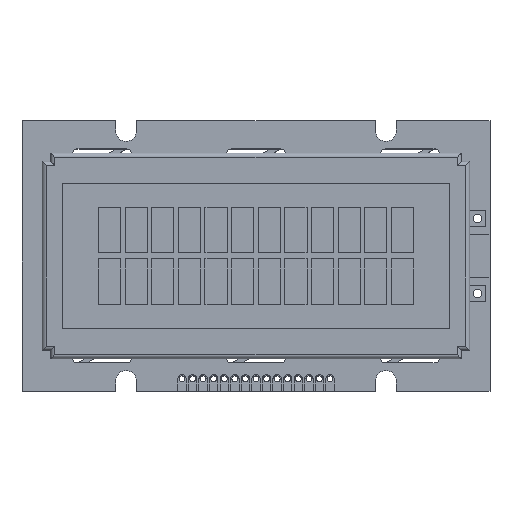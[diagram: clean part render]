
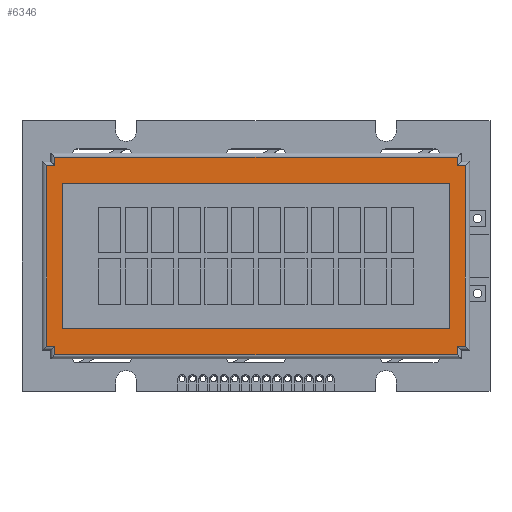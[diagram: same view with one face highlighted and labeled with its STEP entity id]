
A CAD part, top view. The second image highlights one B-rep face of the part: STEP entity #6346.
In plain terms, the highlighted planar face has unit normal (0, 0, 1).
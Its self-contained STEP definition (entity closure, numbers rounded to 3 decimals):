
#5773=CARTESIAN_POINT('',(-24.15,11.85,9.2));
#5774=VERTEX_POINT('',#5773);
#5782=CARTESIAN_POINT('',(24.15,11.85,9.2));
#5783=VERTEX_POINT('',#5782);
#5784=CARTESIAN_POINT('',(-24.15,11.85,9.2));
#5785=DIRECTION('',(1.0,0.0,0.0));
#5786=VECTOR('',#5785,48.3);
#5787=LINE('',#5784,#5786);
#5788=EDGE_CURVE('',#5774,#5783,#5787,.T.);
#5815=CARTESIAN_POINT('',(24.15,10.85,9.2));
#5816=VERTEX_POINT('',#5815);
#5824=CARTESIAN_POINT('',(25.15,10.85,9.2));
#5825=VERTEX_POINT('',#5824);
#5826=CARTESIAN_POINT('',(24.15,10.85,9.2));
#5827=DIRECTION('',(1.0,0.0,0.0));
#5828=VECTOR('',#5827,1.0);
#5829=LINE('',#5826,#5828);
#5830=EDGE_CURVE('',#5816,#5825,#5829,.T.);
#5856=CARTESIAN_POINT('',(25.15,-10.85,9.2));
#5857=VERTEX_POINT('',#5856);
#5858=CARTESIAN_POINT('',(25.15,10.85,9.2));
#5859=DIRECTION('',(0.0,-1.0,0.0));
#5860=VECTOR('',#5859,21.7);
#5861=LINE('',#5858,#5860);
#5862=EDGE_CURVE('',#5825,#5857,#5861,.T.);
#5889=CARTESIAN_POINT('',(-24.15,-10.85,9.2));
#5890=VERTEX_POINT('',#5889);
#5898=CARTESIAN_POINT('',(-25.15,-10.85,9.2));
#5899=VERTEX_POINT('',#5898);
#5900=CARTESIAN_POINT('',(-24.15,-10.85,9.2));
#5901=DIRECTION('',(-1.0,0.0,0.0));
#5902=VECTOR('',#5901,1.0);
#5903=LINE('',#5900,#5902);
#5904=EDGE_CURVE('',#5890,#5899,#5903,.T.);
#5931=CARTESIAN_POINT('',(24.15,-10.85,9.2));
#5932=VERTEX_POINT('',#5931);
#5940=CARTESIAN_POINT('',(24.15,-11.85,9.2));
#5941=VERTEX_POINT('',#5940);
#5942=CARTESIAN_POINT('',(24.15,-10.85,9.2));
#5943=DIRECTION('',(0.0,-1.0,0.0));
#5944=VECTOR('',#5943,1.0);
#5945=LINE('',#5942,#5944);
#5946=EDGE_CURVE('',#5932,#5941,#5945,.T.);
#5972=CARTESIAN_POINT('',(-24.15,-11.85,9.2));
#5973=VERTEX_POINT('',#5972);
#5974=CARTESIAN_POINT('',(24.15,-11.85,9.2));
#5975=DIRECTION('',(-1.0,0.0,0.0));
#5976=VECTOR('',#5975,48.3);
#5977=LINE('',#5974,#5976);
#5978=EDGE_CURVE('',#5941,#5973,#5977,.T.);
#6002=CARTESIAN_POINT('',(-24.15,-11.85,9.2));
#6003=DIRECTION('',(0.0,1.0,0.0));
#6004=VECTOR('',#6003,1.0);
#6005=LINE('',#6002,#6004);
#6006=EDGE_CURVE('',#5973,#5890,#6005,.T.);
#6024=CARTESIAN_POINT('',(25.15,-10.85,9.2));
#6025=DIRECTION('',(-1.0,0.0,0.0));
#6026=VECTOR('',#6025,1.0);
#6027=LINE('',#6024,#6026);
#6028=EDGE_CURVE('',#5857,#5932,#6027,.T.);
#6048=CARTESIAN_POINT('',(-25.15,10.85,9.2));
#6049=VERTEX_POINT('',#6048);
#6050=CARTESIAN_POINT('',(-25.15,-10.85,9.2));
#6051=DIRECTION('',(0.0,1.0,0.0));
#6052=VECTOR('',#6051,21.7);
#6053=LINE('',#6050,#6052);
#6054=EDGE_CURVE('',#5899,#6049,#6053,.T.);
#6080=CARTESIAN_POINT('',(-24.15,10.85,9.2));
#6081=VERTEX_POINT('',#6080);
#6082=CARTESIAN_POINT('',(-25.15,10.85,9.2));
#6083=DIRECTION('',(1.0,0.0,0.0));
#6084=VECTOR('',#6083,1.0);
#6085=LINE('',#6082,#6084);
#6086=EDGE_CURVE('',#6049,#6081,#6085,.T.);
#6110=CARTESIAN_POINT('',(-24.15,10.85,9.2));
#6111=DIRECTION('',(0.0,1.0,0.0));
#6112=VECTOR('',#6111,1.0);
#6113=LINE('',#6110,#6112);
#6114=EDGE_CURVE('',#6081,#5774,#6113,.T.);
#6132=CARTESIAN_POINT('',(24.15,11.85,9.2));
#6133=DIRECTION('',(0.0,-1.0,0.0));
#6134=VECTOR('',#6133,1.0);
#6135=LINE('',#6132,#6134);
#6136=EDGE_CURVE('',#5783,#5816,#6135,.T.);
#6293=CARTESIAN_POINT('',(0.,0.0,9.2));
#6294=DIRECTION('',(0.0,0.0,1.0));
#6295=DIRECTION('',(1.0,0.0,0.0));
#6296=AXIS2_PLACEMENT_3D('',#6293,#6294,#6295);
#6297=PLANE('',#6296);
#6298=ORIENTED_EDGE('',*,*,#5946,.F.);
#6299=ORIENTED_EDGE('',*,*,#6028,.F.);
#6300=ORIENTED_EDGE('',*,*,#5862,.F.);
#6301=ORIENTED_EDGE('',*,*,#5830,.F.);
#6302=ORIENTED_EDGE('',*,*,#6136,.F.);
#6303=ORIENTED_EDGE('',*,*,#5788,.F.);
#6304=ORIENTED_EDGE('',*,*,#6114,.F.);
#6305=ORIENTED_EDGE('',*,*,#6086,.F.);
#6306=ORIENTED_EDGE('',*,*,#6054,.F.);
#6307=ORIENTED_EDGE('',*,*,#5904,.F.);
#6308=ORIENTED_EDGE('',*,*,#6006,.F.);
#6309=ORIENTED_EDGE('',*,*,#5978,.F.);
#6310=EDGE_LOOP('',(#6298,#6299,#6300,#6301,#6302,#6303,#6304,#6305,#6306,#6307,#6308,#6309));
#6311=FACE_OUTER_BOUND('',#6310,.T.);
#6312=CARTESIAN_POINT('',(-23.25,-8.75,9.2));
#6313=VERTEX_POINT('',#6312);
#6314=CARTESIAN_POINT('',(-23.25,8.75,9.2));
#6315=VERTEX_POINT('',#6314);
#6316=CARTESIAN_POINT('',(-23.25,-8.75,9.2));
#6317=DIRECTION('',(0.0,1.0,0.0));
#6318=VECTOR('',#6317,17.5);
#6319=LINE('',#6316,#6318);
#6320=EDGE_CURVE('',#6313,#6315,#6319,.T.);
#6321=ORIENTED_EDGE('',*,*,#6320,.T.);
#6322=CARTESIAN_POINT('',(23.25,8.75,9.2));
#6323=VERTEX_POINT('',#6322);
#6324=CARTESIAN_POINT('',(-23.25,8.75,9.2));
#6325=DIRECTION('',(1.0,0.0,0.0));
#6326=VECTOR('',#6325,46.5);
#6327=LINE('',#6324,#6326);
#6328=EDGE_CURVE('',#6315,#6323,#6327,.T.);
#6329=ORIENTED_EDGE('',*,*,#6328,.T.);
#6330=CARTESIAN_POINT('',(23.25,-8.75,9.2));
#6331=VERTEX_POINT('',#6330);
#6332=CARTESIAN_POINT('',(23.25,8.75,9.2));
#6333=DIRECTION('',(0.0,-1.0,0.0));
#6334=VECTOR('',#6333,17.5);
#6335=LINE('',#6332,#6334);
#6336=EDGE_CURVE('',#6323,#6331,#6335,.T.);
#6337=ORIENTED_EDGE('',*,*,#6336,.T.);
#6338=CARTESIAN_POINT('',(23.25,-8.75,9.2));
#6339=DIRECTION('',(-1.0,0.0,0.0));
#6340=VECTOR('',#6339,46.5);
#6341=LINE('',#6338,#6340);
#6342=EDGE_CURVE('',#6331,#6313,#6341,.T.);
#6343=ORIENTED_EDGE('',*,*,#6342,.T.);
#6344=EDGE_LOOP('',(#6321,#6329,#6337,#6343));
#6345=FACE_BOUND('',#6344,.T.);
#6346=ADVANCED_FACE('',(#6311,#6345),#6297,.T.);
